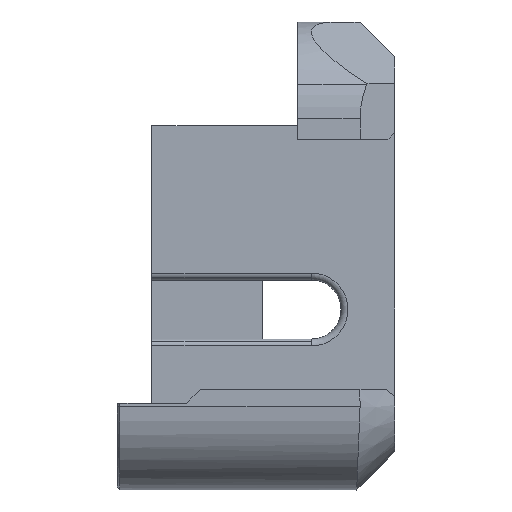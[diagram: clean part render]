
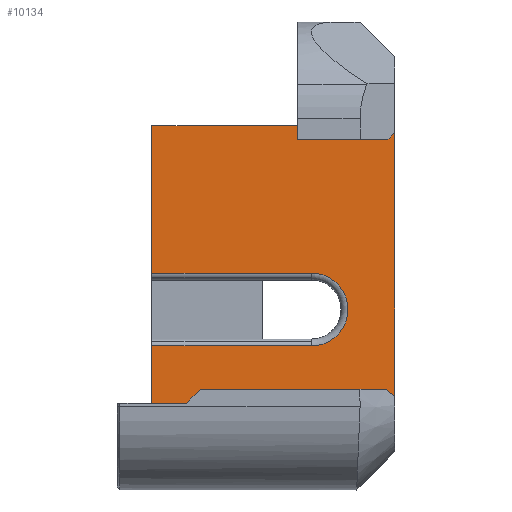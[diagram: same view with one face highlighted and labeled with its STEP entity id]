
A CAD part, left-side view. The second image highlights one B-rep face of the part: STEP entity #10134.
In plain terms, the highlighted planar face has unit normal (-1, 0, 0).
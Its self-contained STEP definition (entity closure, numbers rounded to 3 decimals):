
#347 = VERTEX_POINT ( 'NONE', #6644 ) ;
#1053 = AXIS2_PLACEMENT_3D ( 'NONE', #11765, #17264, #12032 ) ;
#1235 = LINE ( 'NONE', #6993, #7536 ) ;
#1345 = VECTOR ( 'NONE', #9897, 1000. ) ;
#1492 = CARTESIAN_POINT ( 'NONE',  ( 131.217, -154.43, 102.75 ) ) ;
#1615 = ORIENTED_EDGE ( 'NONE', *, *, #13552, .F. ) ;
#1621 = EDGE_LOOP ( 'NONE', ( #1615, #9899, #11431, #10956, #3764, #8539, #9618, #9127, #8329 ) ) ;
#1672 = DIRECTION ( 'NONE',  ( 0., -1., 0. ) ) ;
#1757 = EDGE_CURVE ( 'NONE', #12664, #11601, #1235, .T. ) ;
#2027 = DIRECTION ( 'NONE',  ( 0., 1., 0. ) ) ;
#3255 = CARTESIAN_POINT ( 'NONE',  ( 131.217, -119.43, 62.75 ) ) ;
#3764 = ORIENTED_EDGE ( 'NONE', *, *, #1757, .T. ) ;
#4750 = DIRECTION ( 'NONE',  ( 0., 0., -1. ) ) ;
#5083 = DIRECTION ( 'NONE',  ( 0., -1., 0. ) ) ;
#5414 = EDGE_CURVE ( 'NONE', #11449, #347, #8822, .T. ) ;
#5537 = DIRECTION ( 'NONE',  ( -1., 0., 0. ) ) ;
#5734 = CARTESIAN_POINT ( 'NONE',  ( 131.217, -153.43, 102.75 ) ) ;
#5856 = CARTESIAN_POINT ( 'NONE',  ( 131.217, -154.43, 102.75 ) ) ;
#5952 = LINE ( 'NONE', #5856, #6812 ) ;
#5988 = VERTEX_POINT ( 'NONE', #9978 ) ;
#6570 = VERTEX_POINT ( 'NONE', #14849 ) ;
#6637 = FACE_OUTER_BOUND ( 'NONE', #1621, .T. ) ;
#6644 = CARTESIAN_POINT ( 'NONE',  ( 131.217, -142.43, 81.5 ) ) ;
#6653 = DIRECTION ( 'NONE',  ( 0., -1., 0. ) ) ;
#6654 = CARTESIAN_POINT ( 'NONE',  ( 131.217, -119.43, 62.75 ) ) ;
#6783 = VECTOR ( 'NONE', #5083, 1000. ) ;
#6812 = VECTOR ( 'NONE', #4750, 1000. ) ;
#6993 = CARTESIAN_POINT ( 'NONE',  ( 131.217, -153.43, 62.75 ) ) ;
#7518 = DIRECTION ( 'NONE',  ( 0., 0., 1. ) ) ;
#7536 = VECTOR ( 'NONE', #6653, 1000. ) ;
#8018 = VECTOR ( 'NONE', #7518, 1000. ) ;
#8329 = ORIENTED_EDGE ( 'NONE', *, *, #15623, .F. ) ;
#8539 = ORIENTED_EDGE ( 'NONE', *, *, #14556, .F. ) ;
#8822 = CIRCLE ( 'NONE', #1053, 5.25 ) ;
#8945 = CARTESIAN_POINT ( 'NONE',  ( 131.217, -119.43, 62.75 ) ) ;
#9062 = AXIS2_PLACEMENT_3D ( 'NONE', #12502, #5537, #13790 ) ;
#9096 = VECTOR ( 'NONE', #2027, 1000. ) ;
#9127 = ORIENTED_EDGE ( 'NONE', *, *, #12961, .F. ) ;
#9618 = ORIENTED_EDGE ( 'NONE', *, *, #12318, .F. ) ;
#9897 = DIRECTION ( 'NONE',  ( 0., -1., 0. ) ) ;
#9899 = ORIENTED_EDGE ( 'NONE', *, *, #5414, .F. ) ;
#9971 = LINE ( 'NONE', #5734, #10831 ) ;
#9978 = CARTESIAN_POINT ( 'NONE',  ( 131.217, -119.43, 102.75 ) ) ;
#10134 = ADVANCED_FACE ( 'NONE', ( #6637 ), #15213, .T. ) ;
#10334 = LINE ( 'NONE', #13251, #9096 ) ;
#10484 = LINE ( 'NONE', #3255, #8018 ) ;
#10831 = VECTOR ( 'NONE', #1672, 1000. ) ;
#10956 = ORIENTED_EDGE ( 'NONE', *, *, #17661, .F. ) ;
#11431 = ORIENTED_EDGE ( 'NONE', *, *, #13584, .F. ) ;
#11449 = VERTEX_POINT ( 'NONE', #11884 ) ;
#11601 = VERTEX_POINT ( 'NONE', #14211 ) ;
#11765 = CARTESIAN_POINT ( 'NONE',  ( 131.217, -142.43, 76.25 ) ) ;
#11884 = CARTESIAN_POINT ( 'NONE',  ( 131.217, -142.43, 71. ) ) ;
#11959 = LINE ( 'NONE', #17463, #6783 ) ;
#12032 = DIRECTION ( 'NONE',  ( 0., -1., 0. ) ) ;
#12318 = EDGE_CURVE ( 'NONE', #12466, #14819, #9971, .T. ) ;
#12325 = VECTOR ( 'NONE', #13555, 1000. ) ;
#12466 = VERTEX_POINT ( 'NONE', #13602 ) ;
#12502 = CARTESIAN_POINT ( 'NONE',  ( 131.217, -153.43, 102.75 ) ) ;
#12664 = VERTEX_POINT ( 'NONE', #8945 ) ;
#12961 = EDGE_CURVE ( 'NONE', #5988, #12466, #12993, .T. ) ;
#12993 = LINE ( 'NONE', #16690, #1345 ) ;
#13251 = CARTESIAN_POINT ( 'NONE',  ( 131.217, -136.43, 81.5 ) ) ;
#13552 = EDGE_CURVE ( 'NONE', #347, #17078, #10334, .T. ) ;
#13555 = DIRECTION ( 'NONE',  ( 0., 0., 1. ) ) ;
#13584 = EDGE_CURVE ( 'NONE', #6570, #11449, #11959, .T. ) ;
#13602 = CARTESIAN_POINT ( 'NONE',  ( 131.217, -140.43, 102.75 ) ) ;
#13790 = DIRECTION ( 'NONE',  ( 0., 0., 1. ) ) ;
#14183 = CARTESIAN_POINT ( 'NONE',  ( 131.217, -119.43, 81.5 ) ) ;
#14211 = CARTESIAN_POINT ( 'NONE',  ( 131.217, -154.43, 62.75 ) ) ;
#14556 = EDGE_CURVE ( 'NONE', #14819, #11601, #5952, .T. ) ;
#14819 = VERTEX_POINT ( 'NONE', #1492 ) ;
#14849 = CARTESIAN_POINT ( 'NONE',  ( 131.217, -119.43, 71. ) ) ;
#15066 = LINE ( 'NONE', #6654, #12325 ) ;
#15213 = PLANE ( 'NONE',  #9062 ) ;
#15623 = EDGE_CURVE ( 'NONE', #17078, #5988, #10484, .T. ) ;
#16690 = CARTESIAN_POINT ( 'NONE',  ( 131.217, -153.43, 102.75 ) ) ;
#17078 = VERTEX_POINT ( 'NONE', #14183 ) ;
#17264 = DIRECTION ( 'NONE',  ( -1., 0., 0. ) ) ;
#17463 = CARTESIAN_POINT ( 'NONE',  ( 131.217, -145.43, 71. ) ) ;
#17661 = EDGE_CURVE ( 'NONE', #12664, #6570, #15066, .T. ) ;
